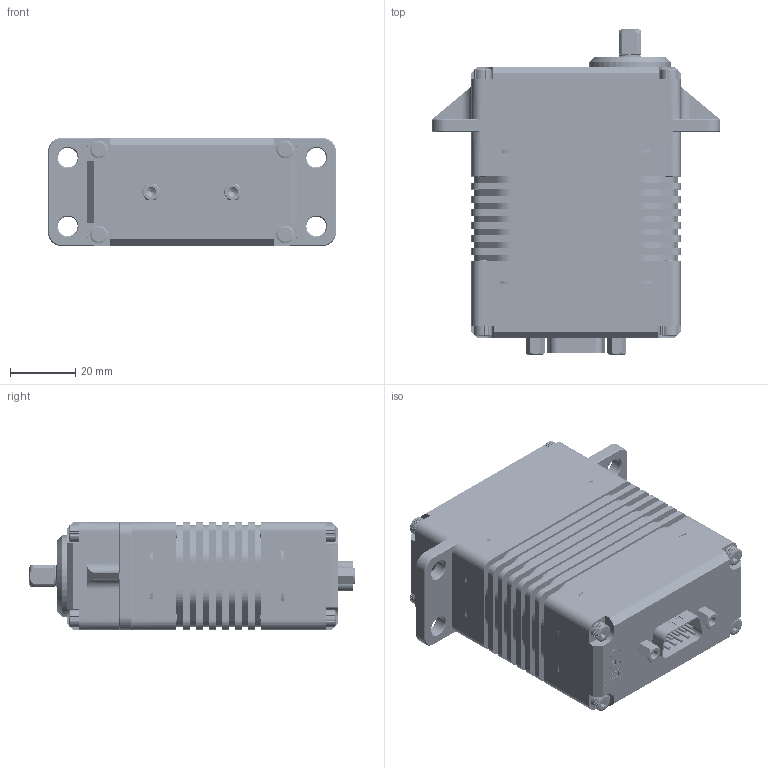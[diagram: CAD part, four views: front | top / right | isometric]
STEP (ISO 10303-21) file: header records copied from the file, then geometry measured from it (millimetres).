
FILE_DESCRIPTION((''),'2;1');
FILE_NAME('220703400007_HS-1100WP_ASM','2015-09-18T',('servo-csw'),(''),'CREO PARAMETRIC BY PTC INC, 2014440','CREO PARAMETRIC BY PTC INC, 2014440','');
FILE_SCHEMA(('CONFIG_CONTROL_DESIGN'));
Products named in the file (14): 120101010110_AL6061_1100T_6800; 120212000510_S45C_HS1000SG4WP_A; 120212000509_1100SG4WP_NEW_ASM; 120208000043_SI_1100_T-RING; 120201000141_SUS_HSH_M3XL30; 120101020085_AL6063_1100HT_A; 120101030108_AL6061_1100L_DB9; 14318; DB9_M3_SCREW; 120201000125_10A_CPH_M1_7XL5; 120204000002_SW_5_9X3_1; 120201000071_SUS_HSH_M3XL20; HS-1100WP_NAME_PLATE; 220703400007_HS-1100WP_ASM
Assembly tree (26 placements, depth 3):
  220703400007_HS-1100WP_ASM
    120101010110_AL6061_1100T_6800
    120212000509_1100SG4WP_NEW_ASM
      120212000510_S45C_HS1000SG4WP_A
    120208000043_SI_1100_T-RING  x2
    120201000141_SUS_HSH_M3XL30  x4
    120101020085_AL6063_1100HT_A
    120101030108_AL6061_1100L_DB9
    14318
    DB9_M3_SCREW  x2
    120201000125_10A_CPH_M1_7XL5
    120204000002_SW_5_9X3_1  x6
    120201000071_SUS_HSH_M3XL20  x4
    HS-1100WP_NAME_PLATE
Bounding box: 88 x 99.5 x 33 mm (x, y, z)
Volume: 175318.4 mm3; surface area: 49005.7 mm2
Topology: 25 solids, 25 shells, 3765 faces, 10343 edges, 6764 vertices
Faces by surface type: plane 1723, cylinder 1556, bspline 275, cone 88, extrusion 83, torus 40
Entity records: 105456 total; most frequent: CARTESIAN_POINT 35249, ORIENTED_EDGE 11786, DIRECTION 10232, EDGE_CURVE 5893, PRESENTATION_STYLE_ASSIGNMENT 4150, VECTOR 3982, LINE 3899, STYLED_ITEM 3864
